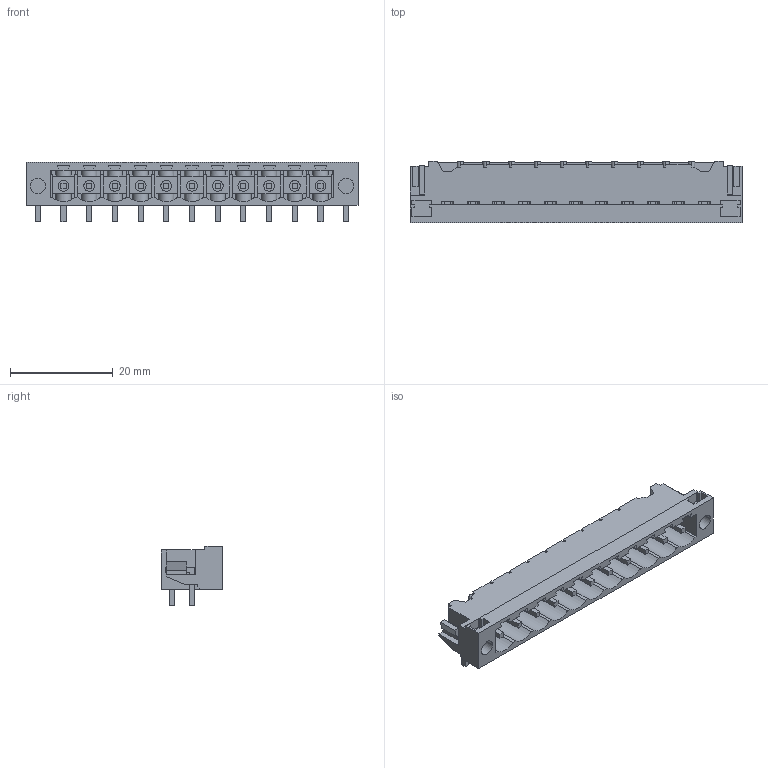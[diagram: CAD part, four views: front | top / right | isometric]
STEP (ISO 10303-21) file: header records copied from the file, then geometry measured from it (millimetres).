
FILE_DESCRIPTION(('CATIA V5 STEP Exchange','CAx-IF Rec.Pracs.--- Model Styling and Organization---1.2---2011-12-15'),'2;1');
FILE_NAME ('7601252_2_1840440000_1840440000.stp','2018-03-08T09:45:59+00:00',('none'),('Weidmueller'),'CATIA Version 5-6 Release 2014','CATIA V5 STEP AP214','none');
FILE_SCHEMA(('AUTOMOTIVE_DESIGN { 1 0 10303 214 1 1 1 1 }'));
Length unit declared in the file: millimetre
Products named in the file (1): 1840440000
Bounding box: 64.6 x 12 x 11.63 mm (x, y, z)
Volume: 2471.2 mm3; surface area: 5661.1 mm2
Topology: 14 solids, 14 shells, 809 faces, 2506 edges, 1704 vertices
Faces by surface type: plane 674, cylinder 135
Entity records: 26124 total; most frequent: CARTESIAN_POINT 5183, ORIENTED_EDGE 5012, DIRECTION 3329, EDGE_CURVE 2506, VECTOR 2105, LINE 2105, VERTEX_POINT 1704, EDGE_LOOP 836
